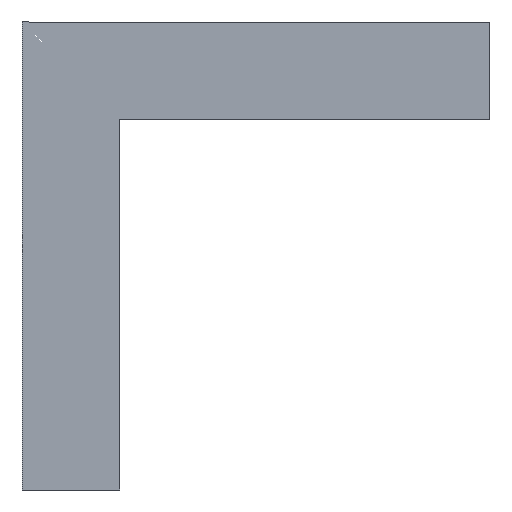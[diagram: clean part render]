
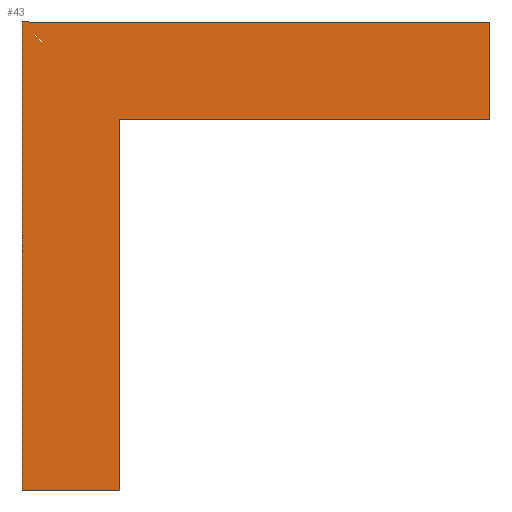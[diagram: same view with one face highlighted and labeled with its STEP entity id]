
A CAD part, front view. The second image highlights one B-rep face of the part: STEP entity #43.
In plain terms, the highlighted planar face has unit normal (0, -1, 0).
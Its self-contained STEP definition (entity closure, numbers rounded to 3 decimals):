
#20 = VERTEX_POINT ( 'NONE', #523 ) ;
#33 = ORIENTED_EDGE ( 'NONE', *, *, #757, .T. ) ;
#38 = VERTEX_POINT ( 'NONE', #529 ) ;
#43 = ADVANCED_FACE ( 'NONE', ( #1006 ), #926, .F. ) ;
#45 = CARTESIAN_POINT ( 'NONE',  ( 2.5, 0., -12. ) ) ;
#48 = LINE ( 'NONE', #822, #515 ) ;
#62 = LINE ( 'NONE', #704, #540 ) ;
#98 = LINE ( 'NONE', #317, #802 ) ;
#100 = ORIENTED_EDGE ( 'NONE', *, *, #845, .F. ) ;
#109 = VECTOR ( 'NONE', #570, 1000. ) ;
#122 = VECTOR ( 'NONE', #247, 1000. ) ;
#131 = DIRECTION ( 'NONE',  ( 1., 0., 0. ) ) ;
#145 = CARTESIAN_POINT ( 'NONE',  ( 0., 0., -12. ) ) ;
#172 = VERTEX_POINT ( 'NONE', #145 ) ;
#174 = VECTOR ( 'NONE', #131, 1000. ) ;
#198 = EDGE_LOOP ( 'NONE', ( #33, #1005, #100, #467, #799, #248 ) ) ;
#230 = VERTEX_POINT ( 'NONE', #960 ) ;
#236 = VERTEX_POINT ( 'NONE', #241 ) ;
#241 = CARTESIAN_POINT ( 'NONE',  ( 12., 0., -2.5 ) ) ;
#247 = DIRECTION ( 'NONE',  ( 0., 0., -1. ) ) ;
#248 = ORIENTED_EDGE ( 'NONE', *, *, #745, .F. ) ;
#317 = CARTESIAN_POINT ( 'NONE',  ( 2.5, 0., 0. ) ) ;
#379 = CARTESIAN_POINT ( 'NONE',  ( 0., 0., 0. ) ) ;
#391 = EDGE_CURVE ( 'NONE', #230, #172, #48, .T. ) ;
#465 = DIRECTION ( 'NONE',  ( 0., 0., -1. ) ) ;
#467 = ORIENTED_EDGE ( 'NONE', *, *, #391, .T. ) ;
#515 = VECTOR ( 'NONE', #740, 1000. ) ;
#523 = CARTESIAN_POINT ( 'NONE',  ( 12., 0., 0. ) ) ;
#529 = CARTESIAN_POINT ( 'NONE',  ( 2.5, 0., -2.5 ) ) ;
#540 = VECTOR ( 'NONE', #637, 1000. ) ;
#559 = VERTEX_POINT ( 'NONE', #45 ) ;
#565 = CARTESIAN_POINT ( 'NONE',  ( 0., 0., 0. ) ) ;
#570 = DIRECTION ( 'NONE',  ( 1., 0., 0. ) ) ;
#620 = CARTESIAN_POINT ( 'NONE',  ( 0., 0., -12. ) ) ;
#637 = DIRECTION ( 'NONE',  ( 1., 0., 0. ) ) ;
#672 = EDGE_CURVE ( 'NONE', #172, #559, #803, .T. ) ;
#699 = DIRECTION ( 'NONE',  ( 0., 0., 1. ) ) ;
#704 = CARTESIAN_POINT ( 'NONE',  ( 0., 0., -2.5 ) ) ;
#710 = AXIS2_PLACEMENT_3D ( 'NONE', #379, #1018, #699 ) ;
#724 = CARTESIAN_POINT ( 'NONE',  ( 12., 0., 0. ) ) ;
#738 = LINE ( 'NONE', #565, #109 ) ;
#740 = DIRECTION ( 'NONE',  ( 0., 0., -1. ) ) ;
#745 = EDGE_CURVE ( 'NONE', #38, #559, #98, .T. ) ;
#757 = EDGE_CURVE ( 'NONE', #38, #236, #62, .T. ) ;
#799 = ORIENTED_EDGE ( 'NONE', *, *, #672, .T. ) ;
#802 = VECTOR ( 'NONE', #465, 1000. ) ;
#803 = LINE ( 'NONE', #620, #174 ) ;
#822 = CARTESIAN_POINT ( 'NONE',  ( 0., 0., 0. ) ) ;
#845 = EDGE_CURVE ( 'NONE', #230, #20, #738, .T. ) ;
#902 = LINE ( 'NONE', #724, #122 ) ;
#905 = EDGE_CURVE ( 'NONE', #20, #236, #902, .T. ) ;
#926 = PLANE ( 'NONE',  #710 ) ;
#960 = CARTESIAN_POINT ( 'NONE',  ( 0., 0., 0. ) ) ;
#1005 = ORIENTED_EDGE ( 'NONE', *, *, #905, .F. ) ;
#1006 = FACE_OUTER_BOUND ( 'NONE', #198, .T. ) ;
#1018 = DIRECTION ( 'NONE',  ( 0., 1., 0. ) ) ;
